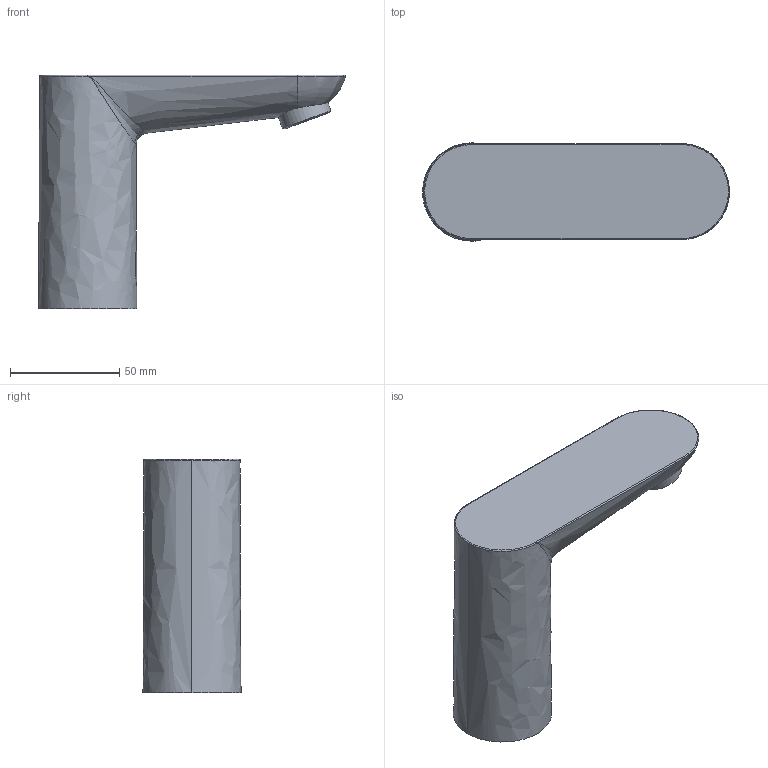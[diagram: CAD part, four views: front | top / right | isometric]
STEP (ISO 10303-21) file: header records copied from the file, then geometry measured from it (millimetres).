
FILE_DESCRIPTION(/* description */ ('Unknown'),/* implementation_level */ '2;1');
FILE_NAME(/* name */ '36269000',/* time_stamp */ '2022-09-08T04:02:36+02:00',/* author */ ('Unknown'),/* organization */ ('GROHE AG'),/* preprocessor_version */ 'ST-DEVELOPER v16.7',/* originating_system */ 'DEX',/* authorisation */ $);
FILE_SCHEMA (('AUTOMOTIVE_DESIGN {1 0 10303 214 3 1 1}'));
Length unit declared in the file: millimetre
Products named in the file (4): 36269000; id11; 100428 Cosmo01 without mixture; OVAL_5 20100827
Assembly tree (3 placements, depth 2):
  36269000
    id11
    100428 Cosmo01 without mixture
    OVAL_5 20100827
Bounding box: 140.5 x 45 x 107 mm (x, y, z)
Surface area: 29305.1 mm2 (no closed solid volume)
Topology: 0 solids, 4 shells, 33 faces, 94 edges, 61 vertices
Faces by surface type: bspline 18, cylinder 10, plane 4, cone 1
Full cylindrical faces by diameter (mm): 23.6 x1
Entity records: 3124 total; most frequent: CARTESIAN_POINT 2400, ORIENTED_EDGE 152, EDGE_CURVE 90, B_SPLINE_CURVE_WITH_KNOTS 79, VERTEX_POINT 61, DIRECTION 52, EDGE_LOOP 36, FACE_BOUND 36
